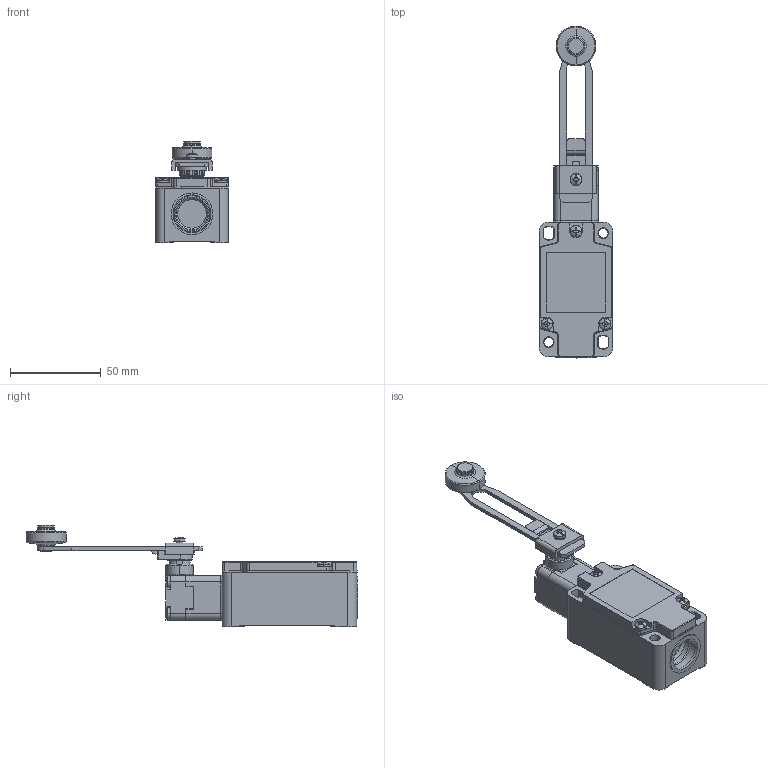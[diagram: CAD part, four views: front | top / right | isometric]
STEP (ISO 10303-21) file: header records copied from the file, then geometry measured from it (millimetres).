
FILE_DESCRIPTION((''),'2;1');
FILE_NAME('ER803260_ASM','2022-07-04T11:53:37',('alessandro.buglione'),(''),'CREO PARAMETRIC BY PTC INC, 2022014','CREO PARAMETRIC BY PTC INC, 2022014','');
FILE_SCHEMA(('CONFIG_CONTROL_DESIGN'));
Products named in the file (49): 880004; S880160; S880130; S880165_A; S880165_B; S880165_ASM; S880132_ASM; S880167; S880162-001; S440010; 890135; S880163-001; S440011; S440012; 890136; S440013_A; S440013_B_AF0; S440013_C_AF0; S440013_AF0_ASM; S440013_B_AF1; S440013_C_AF1; S440013_AF1_ASM; S440009_ASM; S880161; S880016; 880266_ASM; 880040; 880057; 880260; 880064; 880062; 880063; 880107; 880125; 880162; 880161-001; 880190_AF0; 880251_AF0; 880241; 880327_ASM ...
Assembly tree (71 placements, depth 5):
  ER803260_ASM
    880004
    880266_ASM
      S880160
      S880132_ASM  x8
        S880130
        S880165_ASM
          S880165_A
          S880165_B
      S880167  x8
      S880162-001
      S440010  x2
      890135
      S880163-001
      S440011
      S440012
      S440009_ASM  x2
        890136
        S440013_AF0_ASM
          S440013_A
          S440013_B_AF0
          S440013_C_AF0
        S440013_AF1_ASM
          S440013_A
          S440013_B_AF1
          S440013_C_AF1
      S880161
      S880016
    880327_ASM
      880040
      880057
      880260
      880064
      880062
      880063
      880107
      880125
      880162
      880161-001
      880190_AF0
      880251_AF0
      880241
    880157
    880201
    880136
    880241  x4
    880197
    880017
    880191
    890187
    880239  x3
Bounding box: 40.3 x 182.7 x 56.05 mm (x, y, z)
Volume: 75468.1 mm3; surface area: 77752.5 mm2
Topology: 85 solids, 114 shells, 3876 faces, 10082 edges, 6493 vertices
Faces by surface type: plane 2387, cylinder 943, cone 293, torus 145, bspline 54, sphere 54
Entity records: 103356 total; most frequent: CARTESIAN_POINT 26170, ORIENTED_EDGE 16048, DIRECTION 15643, EDGE_CURVE 8039, VECTOR 5791, LINE 5791, VERTEX_POINT 5170, AXIS2_PLACEMENT_3D 4926
